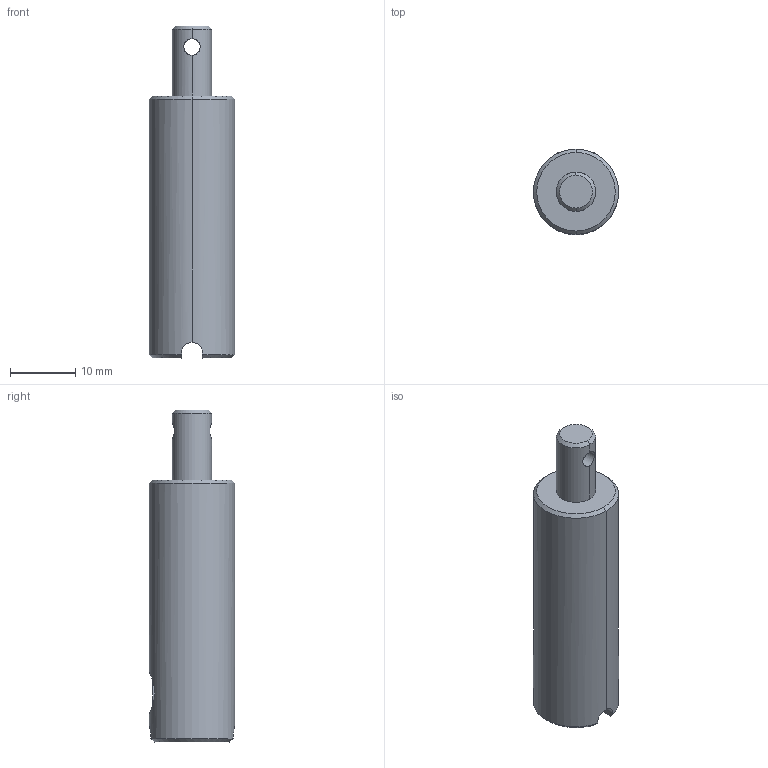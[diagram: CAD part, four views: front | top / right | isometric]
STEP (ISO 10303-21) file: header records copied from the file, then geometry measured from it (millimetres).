
FILE_DESCRIPTION((''),'2;1');
FILE_NAME('220718_ASM','2020-11-23T15:40:13',('PDMAdmin'),('BANNER ENGINEERING'),'CREO PARAMETRIC BY PTC INC, 2019292','CREO PARAMETRIC BY PTC INC, 2019292','');
FILE_SCHEMA(('CONFIG_CONTROL_DESIGN'));
Length unit declared in the file: millimetre
Products named in the file (4): 6051201006_1_1; 6051201006_1_2; 6051201006_1_ASM; 220718_ASM
Assembly tree (3 placements, depth 3):
  220718_ASM
    6051201006_1_ASM
      6051201006_1_1
      6051201006_1_2
Bounding box: 13 x 13 x 50.7 mm (x, y, z)
Volume: 5194.6 mm3; surface area: 2461 mm2
Topology: 2 solids, 2 shells, 64 faces, 188 edges, 122 vertices
Faces by surface type: cylinder 30, cone 24, plane 10
Entity records: 2736 total; most frequent: CARTESIAN_POINT 1055, ORIENTED_EDGE 368, DIRECTION 292, EDGE_CURVE 184, VERTEX_POINT 122, AXIS2_PLACEMENT_3D 115, B_SPLINE_CURVE_WITH_KNOTS 80, EDGE_LOOP 66
